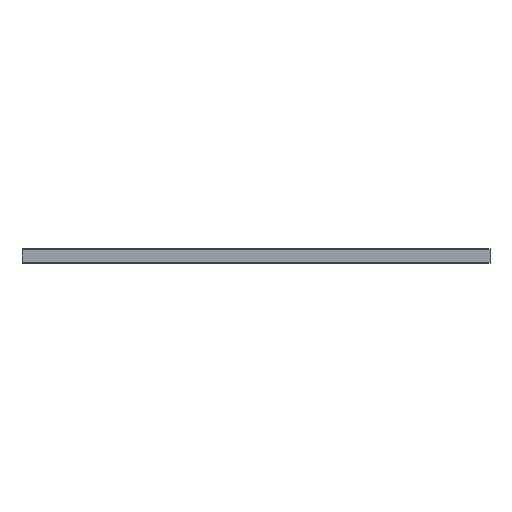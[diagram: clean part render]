
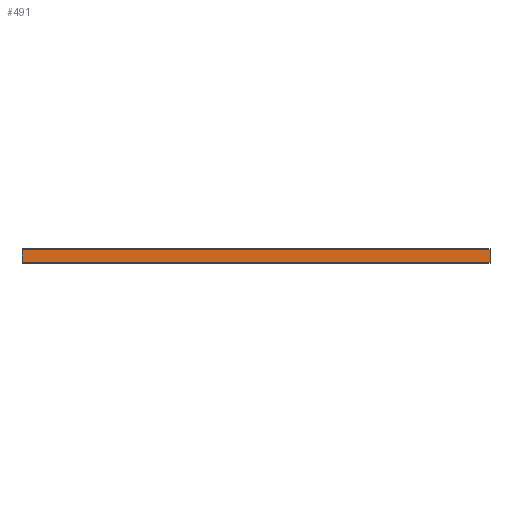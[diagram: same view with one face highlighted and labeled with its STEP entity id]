
A CAD part, front view. The second image highlights one B-rep face of the part: STEP entity #491.
In plain terms, the highlighted planar face has unit normal (0, -1, 0).
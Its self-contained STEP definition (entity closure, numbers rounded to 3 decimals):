
#7 = ORIENTED_EDGE ( 'NONE', *, *, #98, .T. ) ;
#98 = EDGE_CURVE ( 'NONE', #544, #1415, #1654, .T. ) ;
#124 = LINE ( 'NONE', #1739, #1550 ) ;
#186 = PLANE ( 'NONE',  #865 ) ;
#211 = LINE ( 'NONE', #656, #952 ) ;
#294 = CARTESIAN_POINT ( 'NONE',  ( 480., -13.005, 6.515 ) ) ;
#327 = CARTESIAN_POINT ( 'NONE',  ( 0., -13.005, 6.515 ) ) ;
#329 = CARTESIAN_POINT ( 'NONE',  ( 480., -13.005, -6.515 ) ) ;
#483 = CARTESIAN_POINT ( 'NONE',  ( 0., -13.005, -6.515 ) ) ;
#486 = LINE ( 'NONE', #1239, #683 ) ;
#491 = ADVANCED_FACE ( 'NONE', ( #1114 ), #186, .F. ) ;
#500 = DIRECTION ( 'NONE',  ( 0., 0., 1. ) ) ;
#544 = VERTEX_POINT ( 'NONE', #1812 ) ;
#562 = ORIENTED_EDGE ( 'NONE', *, *, #1257, .F. ) ;
#627 = EDGE_LOOP ( 'NONE', ( #1017, #1714, #7, #562 ) ) ;
#656 = CARTESIAN_POINT ( 'NONE',  ( 1520., -13.005, 6.515 ) ) ;
#683 = VECTOR ( 'NONE', #500, 1000. ) ;
#835 = VECTOR ( 'NONE', #932, 1000. ) ;
#865 = AXIS2_PLACEMENT_3D ( 'NONE', #1542, #1527, #1250 ) ;
#932 = DIRECTION ( 'NONE',  ( 0., 0., -1. ) ) ;
#952 = VECTOR ( 'NONE', #1254, 1000. ) ;
#1017 = ORIENTED_EDGE ( 'NONE', *, *, #1036, .T. ) ;
#1036 = EDGE_CURVE ( 'NONE', #1448, #1734, #486, .T. ) ;
#1114 = FACE_OUTER_BOUND ( 'NONE', #627, .T. ) ;
#1239 = CARTESIAN_POINT ( 'NONE',  ( 480., -13.005, 6.515 ) ) ;
#1250 = DIRECTION ( 'NONE',  ( 0., 0., 1. ) ) ;
#1254 = DIRECTION ( 'NONE',  ( 1., 0., 0. ) ) ;
#1257 = EDGE_CURVE ( 'NONE', #1448, #1415, #124, .T. ) ;
#1415 = VERTEX_POINT ( 'NONE', #483 ) ;
#1448 = VERTEX_POINT ( 'NONE', #329 ) ;
#1527 = DIRECTION ( 'NONE',  ( 0., 1., 0. ) ) ;
#1542 = CARTESIAN_POINT ( 'NONE',  ( 1520., -13.005, 6.515 ) ) ;
#1550 = VECTOR ( 'NONE', #1916, 1000. ) ;
#1654 = LINE ( 'NONE', #327, #835 ) ;
#1714 = ORIENTED_EDGE ( 'NONE', *, *, #1876, .F. ) ;
#1734 = VERTEX_POINT ( 'NONE', #294 ) ;
#1739 = CARTESIAN_POINT ( 'NONE',  ( 1520., -13.005, -6.515 ) ) ;
#1812 = CARTESIAN_POINT ( 'NONE',  ( 0., -13.005, 6.515 ) ) ;
#1876 = EDGE_CURVE ( 'NONE', #544, #1734, #211, .T. ) ;
#1916 = DIRECTION ( 'NONE',  ( -1., 0., 0. ) ) ;
